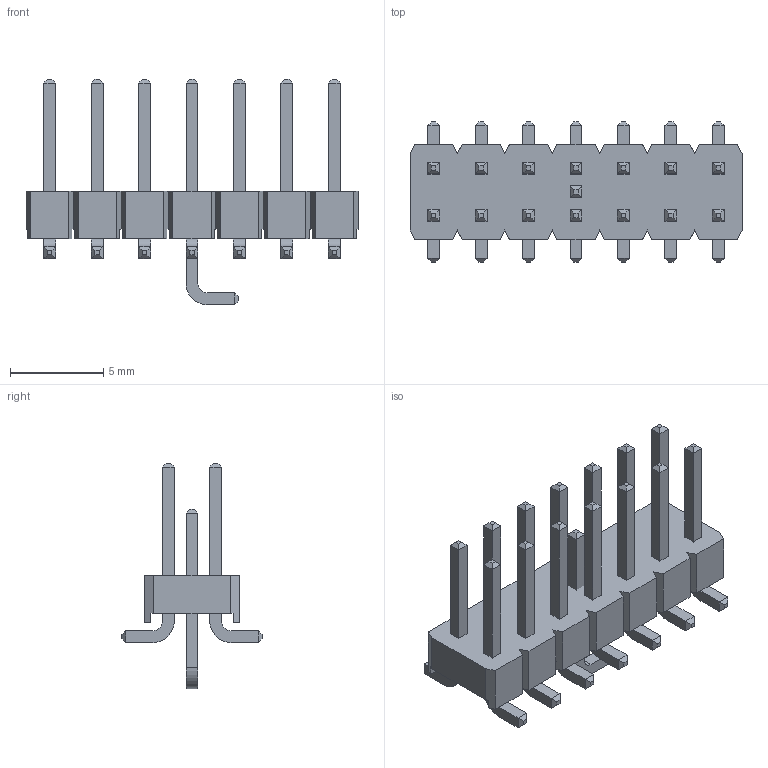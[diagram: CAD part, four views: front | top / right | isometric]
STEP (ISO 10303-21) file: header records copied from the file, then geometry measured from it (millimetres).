
FILE_DESCRIPTION( ( 'Unknown' ), '1' );
FILE_NAME( '61001421121.stp', 'Unknown', ( 'Unknown' ), ( 'Unknown' ), 'PSStep 14.0', 'Unknown', ' ' );
FILE_SCHEMA( ( 'AUTOMOTIVE_DESIGN { 1 0 10303 214 1 1 1 1 }' ) );
Length unit declared in the file: millimetre
Products named in the file (3): Assem1; 6100xx21121_PIN; 61001421121
Bounding box: 17.78 x 7.5 x 12.07 mm (x, y, z)
Volume: 417.4 mm3; surface area: 1203.2 mm2
Topology: 17 solids, 17 shells, 530 faces, 1368 edges, 872 vertices
Faces by surface type: plane 500, cylinder 30
Entity records: 6088 total; most frequent: CARTESIAN_POINT 868, ORIENTED_EDGE 848, DIRECTION 756, EDGE_CURVE 424, LINE 420, VECTOR 420, VERTEX_POINT 280, EDGE_LOOP 176
